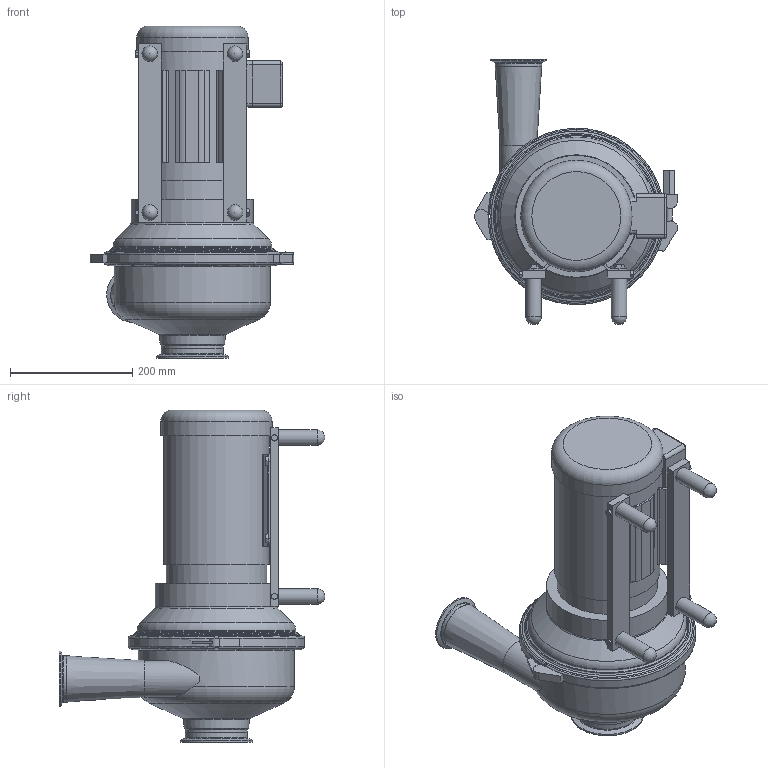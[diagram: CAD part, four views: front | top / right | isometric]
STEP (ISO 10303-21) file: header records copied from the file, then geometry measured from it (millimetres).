
FILE_DESCRIPTION(/* description */ (''),/* implementation_level */ '2;1');
FILE_NAME(/* name */ 'W+_W+30-120_143TC_4.0x3.0_S-Line_1HP_SM.stp',/* time_stamp */ '2020-09-02T11:04:44+06:00',/* author */ ('KRXREM'),/* organization */ (''),/* preprocessor_version */ 'ST-DEVELOPER v17',/* originating_system */ 'Autodesk Inventor 2018',/* authorisation */ '');
FILE_SCHEMA (('AUTOMOTIVE_DESIGN { 1 0 10303 214 3 1 1 }'));
Length unit declared in the file: inch
Products named in the file (1): W+_W+30-120_143TC_4.0x3.0_S-Line_1HP_SM
Bounding box: 333.81 x 435.5 x 544.09 mm (x, y, z)
Volume: 18312122.9 mm3; surface area: 614702.7 mm2
Topology: 1 solids, 1 shells, 429 faces, 1145 edges, 740 vertices
Faces by surface type: plane 218, cone 78, cylinder 66, bspline 42, torus 21, sphere 4
Full cylindrical faces by diameter (mm): 9.652 x2, 10 x1, 25.4 x4, 60.3 x1, 71.984 x1, 76.327 x1, 90.907 x1, 97.384 x1, 101.727 x1, 102 x1, 118.923 x1, 164.846 x1, 172.974 x1, 182.626 x1, 200 x1, 256 x1, 260 x2, 268.461 x1, 280 x1
Entity records: 14039 total; most frequent: CARTESIAN_POINT 3343, ORIENTED_EDGE 2282, DIRECTION 2059, EDGE_CURVE 1141, AXIS2_PLACEMENT_3D 741, VERTEX_POINT 740, LINE 577, VECTOR 577
